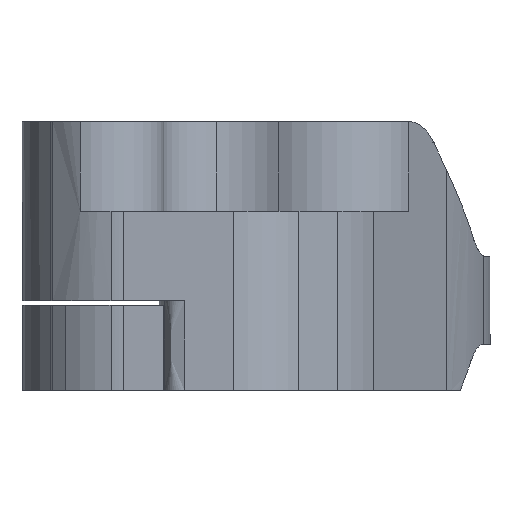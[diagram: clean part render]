
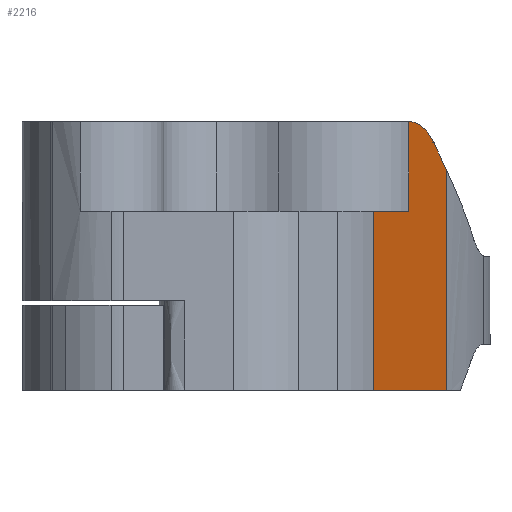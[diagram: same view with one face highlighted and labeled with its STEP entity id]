
A CAD part, left-side view. The second image highlights one B-rep face of the part: STEP entity #2216.
In plain terms, the highlighted planar face has unit normal (-0.424, -0.906, 0).
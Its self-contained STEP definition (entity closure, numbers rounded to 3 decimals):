
#121=ELLIPSE('',#2402,3.475,3.042);
#153=PLANE('',#2401);
#235=FACE_OUTER_BOUND('',#363,.T.);
#363=EDGE_LOOP('',(#1721,#1722,#1723,#1724,#1725,#1726,#1727,#1728));
#452=LINE('',#3243,#622);
#508=LINE('',#3692,#678);
#509=LINE('',#3694,#679);
#510=LINE('',#3696,#680);
#511=LINE('',#3700,#681);
#512=LINE('',#3702,#682);
#513=LINE('',#3703,#683);
#622=VECTOR('',#2568,26.5);
#678=VECTOR('',#2784,10.);
#679=VECTOR('',#2787,10.);
#680=VECTOR('',#2788,10.);
#681=VECTOR('',#2791,10.);
#682=VECTOR('',#2792,10.);
#683=VECTOR('',#2793,10.);
#896=VERTEX_POINT('',#3240);
#897=VERTEX_POINT('',#3242);
#975=VERTEX_POINT('',#3685);
#978=VERTEX_POINT('',#3690);
#979=VERTEX_POINT('',#3695);
#980=VERTEX_POINT('',#3697);
#981=VERTEX_POINT('',#3699);
#982=VERTEX_POINT('',#3701);
#1128=EDGE_CURVE('',#896,#897,#452,.T.);
#1250=EDGE_CURVE('',#978,#975,#508,.T.);
#1251=EDGE_CURVE('',#897,#978,#509,.T.);
#1252=EDGE_CURVE('',#896,#979,#510,.T.);
#1253=EDGE_CURVE('',#979,#980,#121,.T.);
#1254=EDGE_CURVE('',#981,#980,#511,.T.);
#1255=EDGE_CURVE('',#981,#982,#512,.T.);
#1256=EDGE_CURVE('',#982,#975,#513,.T.);
#1721=ORIENTED_EDGE('',*,*,#1250,.F.);
#1722=ORIENTED_EDGE('',*,*,#1251,.F.);
#1723=ORIENTED_EDGE('',*,*,#1128,.F.);
#1724=ORIENTED_EDGE('',*,*,#1252,.T.);
#1725=ORIENTED_EDGE('',*,*,#1253,.T.);
#1726=ORIENTED_EDGE('',*,*,#1254,.F.);
#1727=ORIENTED_EDGE('',*,*,#1255,.T.);
#1728=ORIENTED_EDGE('',*,*,#1256,.T.);
#2216=ADVANCED_FACE('',(#235),#153,.T.);
#2401=AXIS2_PLACEMENT_3D('',#3693,#2785,#2786);
#2402=AXIS2_PLACEMENT_3D('',#3698,#2789,#2790);
#2568=DIRECTION('',(0.,0.,-1.));
#2784=DIRECTION('',(0.,0.,1.));
#2785=DIRECTION('center_axis',(-0.424,-0.906,0.));
#2786=DIRECTION('ref_axis',(0.906,-0.424,0.));
#2787=DIRECTION('',(-0.906,0.424,0.));
#2788=DIRECTION('',(-0.672,0.314,0.671));
#2789=DIRECTION('center_axis',(-0.424,-0.906,0.));
#2790=DIRECTION('ref_axis',(0.906,-0.424,0.));
#2791=DIRECTION('',(0.906,-0.424,0.));
#2792=DIRECTION('',(0.,0.,-1.));
#2793=DIRECTION('',(-0.906,0.424,0.));
#3240=CARTESIAN_POINT('',(-1.463,-7.053,-3.747));
#3242=CARTESIAN_POINT('',(-1.463,-7.053,-13.586));
#3243=CARTESIAN_POINT('',(-1.463,-7.053,-13.586));
#3685=CARTESIAN_POINT('',(-8.478,-3.772,-5.586));
#3690=CARTESIAN_POINT('',(-8.478,-3.772,-13.586));
#3692=CARTESIAN_POINT('',(-8.478,-3.772,-13.586));
#3693=CARTESIAN_POINT('Origin',(-9.797,-3.155,-13.586));
#3694=CARTESIAN_POINT('',(0.191,-7.826,-13.586));
#3695=CARTESIAN_POINT('',(-2.675,-6.486,-2.536));
#3696=CARTESIAN_POINT('',(-0.861,-7.334,-4.348));
#3697=CARTESIAN_POINT('',(-4.902,-5.444,-1.586));
#3698=CARTESIAN_POINT('Origin',(-4.961,-5.417,-4.627));
#3699=CARTESIAN_POINT('',(-5.072,-5.364,-1.586));
#3700=CARTESIAN_POINT('',(0.191,-7.826,-1.586));
#3701=CARTESIAN_POINT('',(-5.072,-5.364,-5.586));
#3702=CARTESIAN_POINT('',(-5.072,-5.364,-1.586));
#3703=CARTESIAN_POINT('',(-10.919,-2.63,-5.586));
